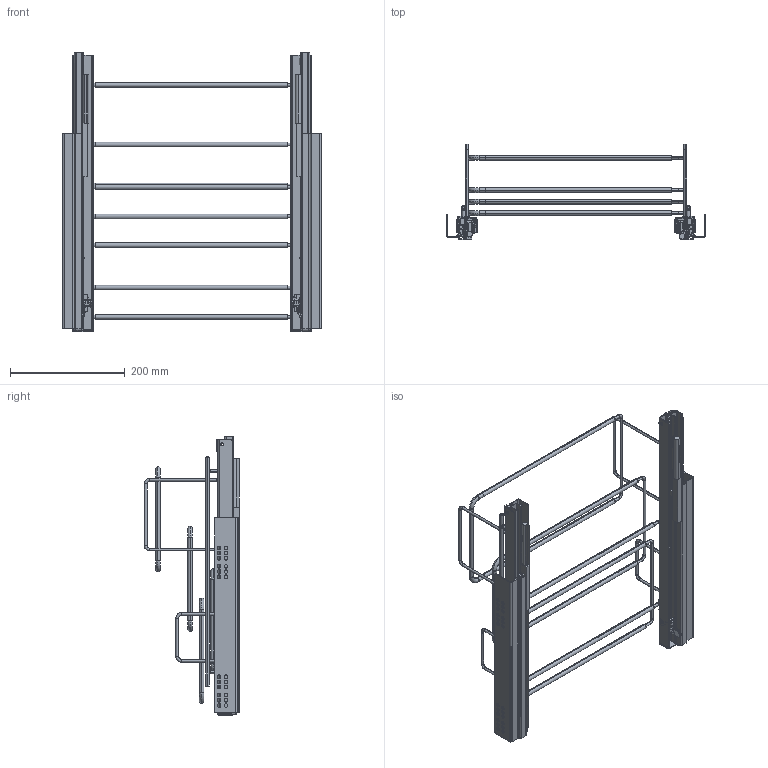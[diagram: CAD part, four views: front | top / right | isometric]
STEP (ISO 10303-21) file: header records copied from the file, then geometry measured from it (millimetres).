
FILE_DESCRIPTION (( 'STEP AP214' ), '1' );
FILE_NAME ('09_39102007.STEP', '2022-07-26T12:31:44', ( '' ), ( '' ), 'SwSTEP 2.0', 'SolidWorks 2018', '' );
FILE_SCHEMA (( 'AUTOMOTIVE_DESIGN' ));
Length unit declared in the file: millimetre
Products named in the file (32): Copia de CJTO FIJACION GUIA izqda mod^07_39104014; B01_ZAPATERO A^Copia de ZAPATERO 450_650 - HEMBRA_07_39104014; Copia de QUADRO V6 480 EB20 SS IZQDA_M^07_39104014; FIJACION GUIA eje dcha^Copia de CJTO FIJACION GUIA dcha mod_07_39104014; CENTRO GUIA CUADRO^Copia de QUADRO V6 480 EB20 SS DCHA_07_39104014; MEDIO QUADRO 480 EB20 DCHA^Copia de QUADRO V6 480 EB20 SS DCHA_07_39104014; Copia de CJTO PLETINA FR BAJO IZDA^07_39104014; PLETINA GUIA DCHA^Copia de CJTO PLETINA FR BAJO_07_39104014; B01_ZAPATERO A^Copia de LATERAL ZAPATERO 450_650  - MACHO_07_39104014; B02_ZAPATERO A - 450_650^Copia de LATERAL ZAPATERO 450_650  - MACHO_07_39104014; Copia de CJTO PLETINA FR BAJO^07_39104014; Copia de LATERAL ZAPATERO 450_650  - MACHO^07_39104014; Copia de FIJACION GUIA trasera mod^07_39104014; lateral con casquillos^Copia de LATERAL ZAPATERO 450_650  - MACHO_07_39104014; piston DERECHA^Copia de QUADRO V6 480 EB20 SS IZQDA_M_07_39104014; Copia de CJTO FIJACION GUIA dcha mod^07_39104014; FIJACION GUIA eje izqda^Copia de CJTO FIJACION GUIA izqda mod_07_39104014; clip PITON^Copia de CJTO FIJACION GUIA dcha mod_07_39104014; piston DERECHA^Copia de QUADRO V6 480 EB20 SS DCHA_07_39104014; MEDIO QUADRO 480 EB20 IZQDA_M^Copia de QUADRO V6 480 EB20 SS IZQDA_M_07_39104014; Copia de QUADRO V6 480 EB20 SS DCHA^07_39104014; FIJACION GUIA del izqda_MIR^Copia de CJTO FIJACION GUIA izqda mod_07_39104014; FUNDA QUADRO 480 EB20 IZQDA_M^Copia de QUADRO V6 480 EB20 SS IZQDA_M_07_39104014; FUNDA QUADRO 480 EB20 DCHA^Copia de QUADRO V6 480 EB20 SS DCHA_07_39104014; CENTRO GUIA CUADRO^Copia de QUADRO V6 480 EB20 SS IZQDA_M_07_39104014; Copia de ZAPATERO 450_650 - HEMBRA^07_39104014; FIJACION GUIA del dcha mod^Copia de CJTO FIJACION GUIA dcha mod_07_39104014; B 00_ZAPATERO A - 450 - 650^Copia de ZAPATERO 450_650 - HEMBRA_07_39104014; 09_39102007; clip PITON^Copia de CJTO FIJACION GUIA izqda mod_07_39104014; lateral con casquillos^Copia de ZAPATERO 450_650 - HEMBRA_07_39104014; PLETINA GUIA IZDA_MIR^Copia de CJTO PLETINA FR BAJO IZDA_07_39104014
Assembly tree (44 placements, depth 3):
  09_39102007
    Copia de LATERAL ZAPATERO 450_650  - MACHO^07_39104014
      B01_ZAPATERO A^Copia de LATERAL ZAPATERO 450_650  - MACHO_07_39104014
      B02_ZAPATERO A - 450_650^Copia de LATERAL ZAPATERO 450_650  - MACHO_07_39104014  x4
      lateral con casquillos^Copia de LATERAL ZAPATERO 450_650  - MACHO_07_39104014
    Copia de ZAPATERO 450_650 - HEMBRA^07_39104014
      B01_ZAPATERO A^Copia de ZAPATERO 450_650 - HEMBRA_07_39104014
      B 00_ZAPATERO A - 450 - 650^Copia de ZAPATERO 450_650 - HEMBRA_07_39104014  x4
      lateral con casquillos^Copia de ZAPATERO 450_650 - HEMBRA_07_39104014
    Copia de CJTO PLETINA FR BAJO IZDA^07_39104014
      PLETINA GUIA IZDA_MIR^Copia de CJTO PLETINA FR BAJO IZDA_07_39104014
    Copia de CJTO PLETINA FR BAJO^07_39104014
      PLETINA GUIA DCHA^Copia de CJTO PLETINA FR BAJO_07_39104014
    Copia de CJTO FIJACION GUIA izqda mod^07_39104014
      clip PITON^Copia de CJTO FIJACION GUIA izqda mod_07_39104014  x2
      FIJACION GUIA eje izqda^Copia de CJTO FIJACION GUIA izqda mod_07_39104014  x3
      FIJACION GUIA del izqda_MIR^Copia de CJTO FIJACION GUIA izqda mod_07_39104014  x2
    Copia de CJTO FIJACION GUIA dcha mod^07_39104014
      FIJACION GUIA eje dcha^Copia de CJTO FIJACION GUIA dcha mod_07_39104014  x2
      clip PITON^Copia de CJTO FIJACION GUIA dcha mod_07_39104014  x2
      FIJACION GUIA del dcha mod^Copia de CJTO FIJACION GUIA dcha mod_07_39104014
    Copia de QUADRO V6 480 EB20 SS DCHA^07_39104014
      FUNDA QUADRO 480 EB20 DCHA^Copia de QUADRO V6 480 EB20 SS DCHA_07_39104014
      MEDIO QUADRO 480 EB20 DCHA^Copia de QUADRO V6 480 EB20 SS DCHA_07_39104014
      CENTRO GUIA CUADRO^Copia de QUADRO V6 480 EB20 SS DCHA_07_39104014
      piston DERECHA^Copia de QUADRO V6 480 EB20 SS DCHA_07_39104014
    Copia de QUADRO V6 480 EB20 SS IZQDA_M^07_39104014
      FUNDA QUADRO 480 EB20 IZQDA_M^Copia de QUADRO V6 480 EB20 SS IZQDA_M_07_39104014
      MEDIO QUADRO 480 EB20 IZQDA_M^Copia de QUADRO V6 480 EB20 SS IZQDA_M_07_39104014
      CENTRO GUIA CUADRO^Copia de QUADRO V6 480 EB20 SS IZQDA_M_07_39104014
      piston DERECHA^Copia de QUADRO V6 480 EB20 SS IZQDA_M_07_39104014
    Copia de FIJACION GUIA trasera mod^07_39104014  x2
Bounding box: 450 x 166.32 x 485.5 mm (x, y, z)
Volume: 590980.2 mm3; surface area: 699097.2 mm2
Topology: 39 solids, 39 shells, 1829 faces, 4675 edges, 2902 vertices
Faces by surface type: plane 870, cylinder 742, torus 76, cone 48, sphere 47, bspline 46
Entity records: 43656 total; most frequent: CARTESIAN_POINT 10840, ORIENTED_EDGE 6500, DIRECTION 6466, EDGE_CURVE 3250, AXIS2_PLACEMENT_3D 2342, VERTEX_POINT 2060, VECTOR 1782, LINE 1782
